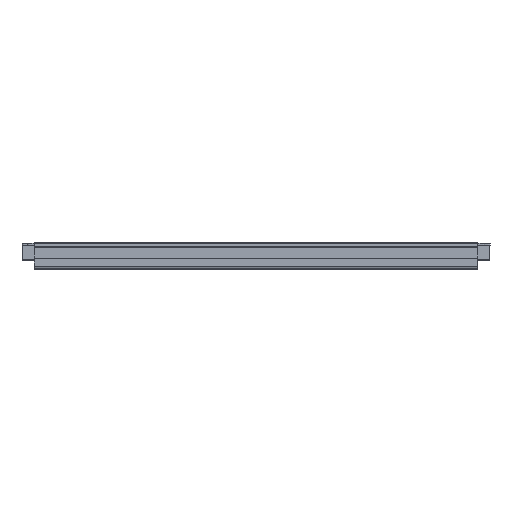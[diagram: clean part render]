
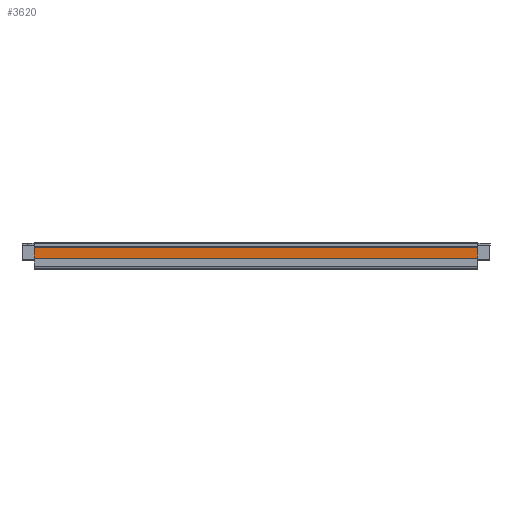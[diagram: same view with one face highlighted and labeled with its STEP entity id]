
A CAD part, left-side view. The second image highlights one B-rep face of the part: STEP entity #3620.
In plain terms, the highlighted planar face has unit normal (-1, 0, 0).
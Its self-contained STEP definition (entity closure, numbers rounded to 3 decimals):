
#3230=CARTESIAN_POINT('',(97.16,-1.725,
-8.38));
#3240=DIRECTION('',(1.,0.,0.));
#3250=DIRECTION('',(0.,0.,1.));
#3260=AXIS2_PLACEMENT_3D('',#3230,#3240,#3250);
#3270=PLANE('',#3260);
#3280=CARTESIAN_POINT('',(97.16,38.754,0.));
#3290=DIRECTION('',(0.,0.,1.));
#3300=VECTOR('',#3290,1.);
#3310=LINE('',#3280,#3300);
#3320=CARTESIAN_POINT('',(97.16,38.754,
-8.85));
#3330=VERTEX_POINT('',#3320);
#3340=CARTESIAN_POINT('',(97.16,38.754,
-1.65));
#3350=VERTEX_POINT('',#3340);
#3360=EDGE_CURVE('',#3330,#3350,#3310,.T.);
#3370=ORIENTED_EDGE('',*,*,#3360,.T.);
#3380=CARTESIAN_POINT('',(97.16,0.,
-8.85));
#3390=DIRECTION('',(0.,1.,0.));
#3400=VECTOR('',#3390,1.);
#3410=LINE('',#3380,#3400);
#3420=CARTESIAN_POINT('',(97.16,342.164,
-8.85));
#3430=VERTEX_POINT('',#3420);
#3440=EDGE_CURVE('',#3330,#3430,#3410,.T.);
#3450=ORIENTED_EDGE('',*,*,#3440,.F.);
#3460=CARTESIAN_POINT('',(97.16,342.164,0.));
#3470=DIRECTION('',(0.,0.,-1.));
#3480=VECTOR('',#3470,1.);
#3490=LINE('',#3460,#3480);
#3500=CARTESIAN_POINT('',(97.16,342.164,
-1.65));
#3510=VERTEX_POINT('',#3500);
#3520=EDGE_CURVE('',#3510,#3430,#3490,.T.);
#3530=ORIENTED_EDGE('',*,*,#3520,.T.);
#3540=CARTESIAN_POINT('',(97.16,0.,
-1.65));
#3550=DIRECTION('',(0.,-1.,0.));
#3560=VECTOR('',#3550,1.);
#3570=LINE('',#3540,#3560);
#3580=EDGE_CURVE('',#3510,#3350,#3570,.T.);
#3590=ORIENTED_EDGE('',*,*,#3580,.F.);
#3600=EDGE_LOOP('',(#3590,#3530,#3450,#3370));
#3610=FACE_OUTER_BOUND('',#3600,.T.);
#3620=ADVANCED_FACE('',(#3610),#3270,.F.);
